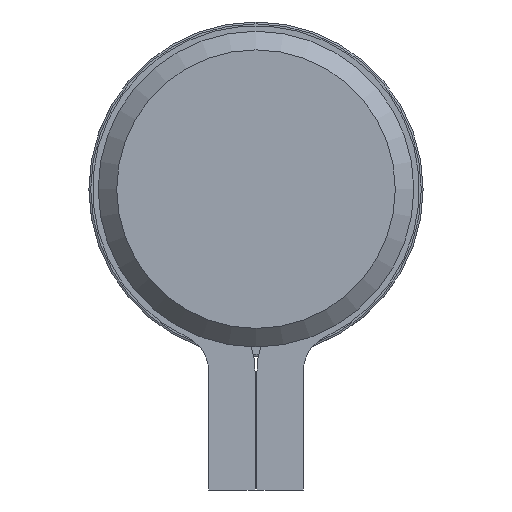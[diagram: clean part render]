
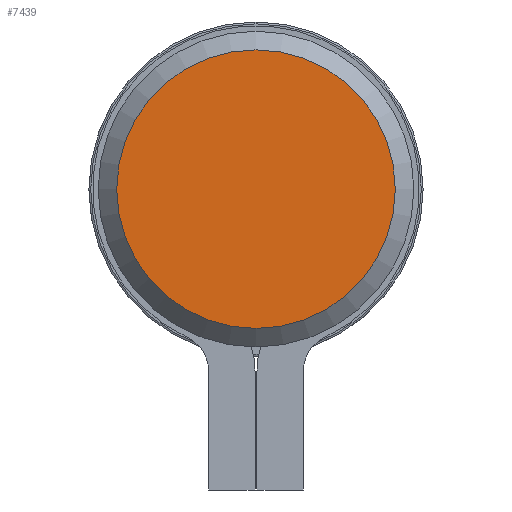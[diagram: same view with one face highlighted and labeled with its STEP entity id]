
A CAD part, front view. The second image highlights one B-rep face of the part: STEP entity #7439.
In plain terms, the highlighted planar face has unit normal (0, -1, 0).
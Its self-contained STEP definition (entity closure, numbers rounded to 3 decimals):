
#2955 = DIRECTION ( 'NONE',  ( 0., 0., 1. ) ) ;
#3259 = EDGE_CURVE ( 'NONE', #7394, #7394, #13701, .T. ) ;
#3948 = DIRECTION ( 'NONE',  ( 0., 1., 0. ) ) ;
#4934 = CARTESIAN_POINT ( 'NONE',  ( 0., -72.5, 7.5 ) ) ;
#5887 = FACE_OUTER_BOUND ( 'NONE', #7839, .T. ) ;
#6237 = CARTESIAN_POINT ( 'NONE',  ( 0., -72.5, 0. ) ) ;
#6767 = ORIENTED_EDGE ( 'NONE', *, *, #3259, .T. ) ;
#7394 = VERTEX_POINT ( 'NONE', #4934 ) ;
#7439 = ADVANCED_FACE ( 'NONE', ( #5887 ), #12721, .F. ) ;
#7839 = EDGE_LOOP ( 'NONE', ( #6767 ) ) ;
#7968 = AXIS2_PLACEMENT_3D ( 'NONE', #10286, #13450, #12367 ) ;
#8457 = AXIS2_PLACEMENT_3D ( 'NONE', #6237, #3948, #2955 ) ;
#10286 = CARTESIAN_POINT ( 'NONE',  ( 0., -72.5, 0. ) ) ;
#12367 = DIRECTION ( 'NONE',  ( 0., 0., 1. ) ) ;
#12721 = PLANE ( 'NONE',  #8457 ) ;
#13450 = DIRECTION ( 'NONE',  ( 0., -1., 0. ) ) ;
#13701 = CIRCLE ( 'NONE', #7968, 7.5 ) ;
